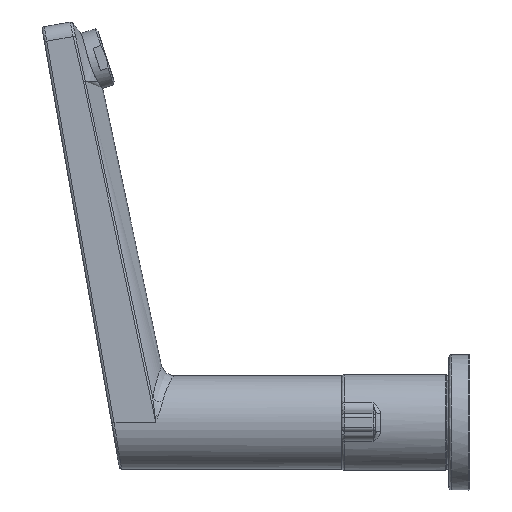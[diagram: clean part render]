
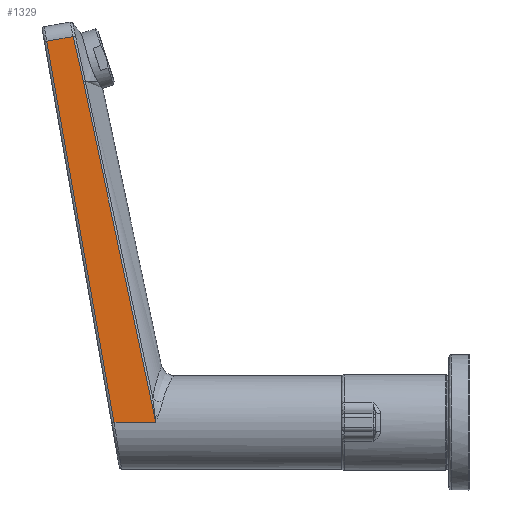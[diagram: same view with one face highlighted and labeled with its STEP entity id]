
A CAD part, left-side view. The second image highlights one B-rep face of the part: STEP entity #1329.
In plain terms, the highlighted planar face has unit normal (-1, 0, 0).
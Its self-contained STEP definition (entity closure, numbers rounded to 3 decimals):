
#144 = CARTESIAN_POINT ( 'NONE',  ( -28.807, 160.758, 142.088 ) ) ;
#166 = CARTESIAN_POINT ( 'NONE',  ( -28.807, 163.519, 154.605 ) ) ;
#196 = DIRECTION ( 'NONE',  ( 0., 0., 1. ) ) ;
#496 = CARTESIAN_POINT ( 'NONE',  ( -28.807, 175.689, 158.604 ) ) ;
#514 = DIRECTION ( 'NONE',  ( 0., -0.174, -0.985 ) ) ;
#542 = EDGE_CURVE ( 'NONE', #5174, #5232, #1835, .T. ) ;
#564 = CARTESIAN_POINT ( 'NONE',  ( -28.807, 164.943, 160.499 ) ) ;
#713 = B_SPLINE_CURVE_WITH_KNOTS ( 'NONE', 3,
 ( #144, #1441, #3482, #987, #3872, #1460, #4269, #1862, #4661, #2278, #5051, #2698, #166, #3096, #564 ),
 .UNSPECIFIED., .F., .F.,
 ( 4, 1, 1, 1, 1, 1, 1, 1, 2, 2, 4 ),
 ( 0., 0.25, 0.375, 0.437, 0.469, 0.484, 0.492, 0.496, 0.498, 0.5, 1. ),
 .UNSPECIFIED. ) ;
#742 = CARTESIAN_POINT ( 'NONE',  ( -28.807, 164.943, 160.499 ) ) ;
#987 = CARTESIAN_POINT ( 'NONE',  ( -28.807, 162.207, 148.778 ) ) ;
#1008 = CARTESIAN_POINT ( 'NONE',  ( -28.807, 145.997, 3.453 ) ) ;
#1084 = EDGE_CURVE ( 'NONE', #3403, #5174, #1373, .T. ) ;
#1218 = CARTESIAN_POINT ( 'NONE',  ( -28.807, 131.29, 3.453 ) ) ;
#1329 = ADVANCED_FACE ( 'NONE', ( #2962 ), #2311, .T. ) ;
#1373 = LINE ( 'NONE', #4285, #1515 ) ;
#1382 = CARTESIAN_POINT ( 'NONE',  ( -28.807, 148.332, 3.453 ) ) ;
#1441 = CARTESIAN_POINT ( 'NONE',  ( -28.807, 161.11, 143.745 ) ) ;
#1460 = CARTESIAN_POINT ( 'NONE',  ( -28.807, 162.634, 150.687 ) ) ;
#1515 = VECTOR ( 'NONE', #1883, 1000. ) ;
#1830 = VECTOR ( 'NONE', #514, 1000. ) ;
#1835 = LINE ( 'NONE', #496, #1830 ) ;
#1862 = CARTESIAN_POINT ( 'NONE',  ( -28.807, 162.74, 151.156 ) ) ;
#1872 = EDGE_CURVE ( 'NONE', #3523, #2515, #2719, .T. ) ;
#1881 = DIRECTION ( 'NONE',  ( 0., 1., 0. ) ) ;
#1883 = DIRECTION ( 'NONE',  ( 0., 0.985, -0.174 ) ) ;
#2074 = LINE ( 'NONE', #1008, #4212 ) ;
#2153 = CARTESIAN_POINT ( 'NONE',  ( -28.807, 175.689, 158.604 ) ) ;
#2278 = CARTESIAN_POINT ( 'NONE',  ( -28.807, 162.765, 151.267 ) ) ;
#2311 = PLANE ( 'NONE',  #4413 ) ;
#2335 = ORIENTED_EDGE ( 'NONE', *, *, #1084, .T. ) ;
#2463 = ORIENTED_EDGE ( 'NONE', *, *, #542, .T. ) ;
#2515 = VERTEX_POINT ( 'NONE', #4039 ) ;
#2526 = ORIENTED_EDGE ( 'NONE', *, *, #2704, .F. ) ;
#2540 = EDGE_LOOP ( 'NONE', ( #2335, #2463, #2526, #2596, #2735 ) ) ;
#2586 = VECTOR ( 'NONE', #2873, 1000. ) ;
#2596 = ORIENTED_EDGE ( 'NONE', *, *, #1872, .T. ) ;
#2698 = CARTESIAN_POINT ( 'NONE',  ( -28.807, 162.772, 151.298 ) ) ;
#2704 = EDGE_CURVE ( 'NONE', #3523, #5232, #2074, .T. ) ;
#2719 = LINE ( 'NONE', #1218, #2586 ) ;
#2734 = DIRECTION ( 'NONE',  ( -1., 0., 0. ) ) ;
#2735 = ORIENTED_EDGE ( 'NONE', *, *, #3138, .T. ) ;
#2873 = DIRECTION ( 'NONE',  ( 0., 0.208, 0.978 ) ) ;
#2962 = FACE_OUTER_BOUND ( 'NONE', #2540, .T. ) ;
#3096 = CARTESIAN_POINT ( 'NONE',  ( -28.807, 164.241, 157.668 ) ) ;
#3138 = EDGE_CURVE ( 'NONE', #2515, #3403, #713, .T. ) ;
#3403 = VERTEX_POINT ( 'NONE', #742 ) ;
#3482 = CARTESIAN_POINT ( 'NONE',  ( -28.807, 161.626, 146.14 ) ) ;
#3523 = VERTEX_POINT ( 'NONE', #4077 ) ;
#3872 = CARTESIAN_POINT ( 'NONE',  ( -28.807, 162.493, 150.057 ) ) ;
#3909 = CARTESIAN_POINT ( 'NONE',  ( -28.807, 6.5, 3.453 ) ) ;
#4039 = CARTESIAN_POINT ( 'NONE',  ( -28.807, 160.758, 142.088 ) ) ;
#4077 = CARTESIAN_POINT ( 'NONE',  ( -28.807, 131.29, 3.453 ) ) ;
#4212 = VECTOR ( 'NONE', #1881, 1000. ) ;
#4269 = CARTESIAN_POINT ( 'NONE',  ( -28.807, 162.705, 151. ) ) ;
#4285 = CARTESIAN_POINT ( 'NONE',  ( -28.807, 164.943, 160.499 ) ) ;
#4413 = AXIS2_PLACEMENT_3D ( 'NONE', #3909, #2734, #196 ) ;
#4661 = CARTESIAN_POINT ( 'NONE',  ( -28.807, 162.757, 151.233 ) ) ;
#5051 = CARTESIAN_POINT ( 'NONE',  ( -28.807, 162.77, 151.289 ) ) ;
#5174 = VERTEX_POINT ( 'NONE', #2153 ) ;
#5232 = VERTEX_POINT ( 'NONE', #1382 ) ;
